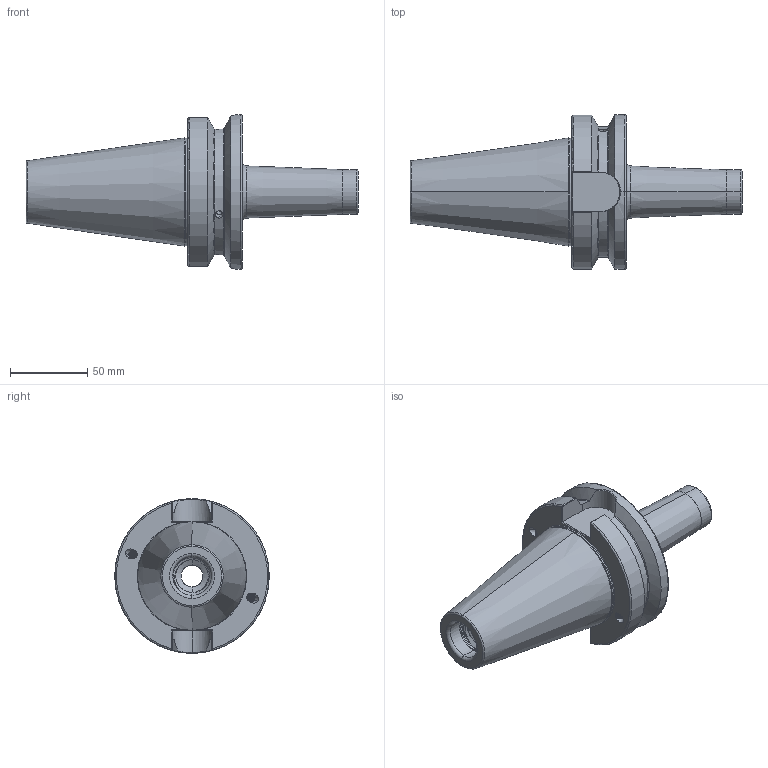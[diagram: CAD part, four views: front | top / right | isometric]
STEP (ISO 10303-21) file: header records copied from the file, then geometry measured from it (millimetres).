
FILE_DESCRIPTION (( 'STEP AP203' ), '1' );
FILE_NAME ('506.06.16.2.STEP', '2016-08-01T05:01:26', ( '' ), ( '' ), 'SwSTEP 2.0', 'SolidWorks 2012', '' );
FILE_SCHEMA (( 'CONFIG_CONTROL_DESIGN' ));
Length unit declared in the file: millimetre
Products named in the file (1): 506.06.16.2
Bounding box: 214.8 x 100 x 100 mm (x, y, z)
Volume: 477443.8 mm3; surface area: 69024.5 mm2
Topology: 1 solids, 1 shells, 214 faces, 567 edges, 356 vertices
Faces by surface type: cylinder 109, plane 37, torus 32, cone 20, bspline 16
Entity records: 14983 total; most frequent: CARTESIAN_POINT 10196, ORIENTED_EDGE 1126, DIRECTION 850, EDGE_CURVE 563, VERTEX_POINT 356, AXIS2_PLACEMENT_3D 335, EDGE_LOOP 229, FACE_OUTER_BOUND 214
